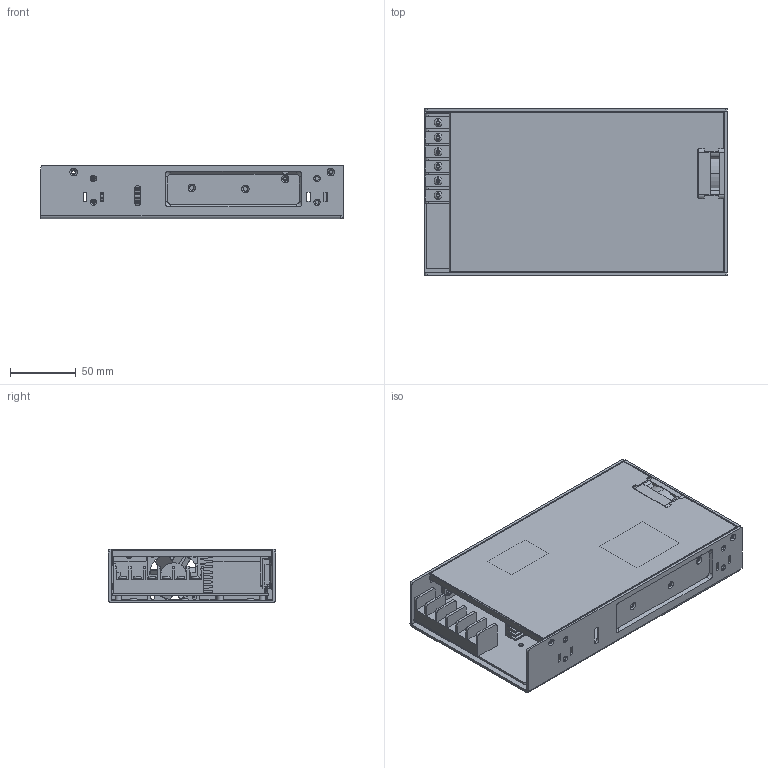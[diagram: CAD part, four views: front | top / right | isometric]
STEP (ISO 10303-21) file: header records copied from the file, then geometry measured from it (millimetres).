
FILE_DESCRIPTION(('STEP AP214'),'1');
FILE_NAME('rsp-500-24.stp','2018-06-12T10:13:05',('TraceParts'),('TraceParts S.A.'),'Spatial InterOp 3D',' ',' ');
FILE_SCHEMA(('automotive_design'));
Length unit declared in the file: millimetre
Products named in the file (25): rsp-500-24_1; rsp-500-24_2; rsp-500-24_3; rsp-500-24_4; rsp-500-24_5; rsp-500-24_6; rsp-500-24_7; rsp-500-24_8; rsp-500-24_9; rsp-500-24_10; rsp-500-24_11; rsp-500-24_12; rsp-500-24_13; rsp-500-24_14; rsp-500-24_15; rsp-500-24_16; rsp-500-24_17; rsp-500-24_18; rsp-500-24_19; rsp-500-24_20; rsp-500-24_21; rsp-500-24_22; rsp-500-24_23; rsp-500-24_24; rsp-500-24_25
Bounding box: 230 x 127 x 40.5 mm (x, y, z)
Volume: 215435.7 mm3; surface area: 259420.2 mm2
Topology: 25 solids, 25 shells, 1359 faces, 3378 edges, 2176 vertices
Faces by surface type: plane 702, cylinder 527, torus 94, cone 36
Entity records: 55035 total; most frequent: CARTESIAN_POINT 9794, DIRECTION 7450, ORIENTED_EDGE 6756, EDGE_CURVE 3378, AXIS2_PLACEMENT_3D 2749, VERTEX_POINT 2176, LINE 1952, VECTOR 1952
